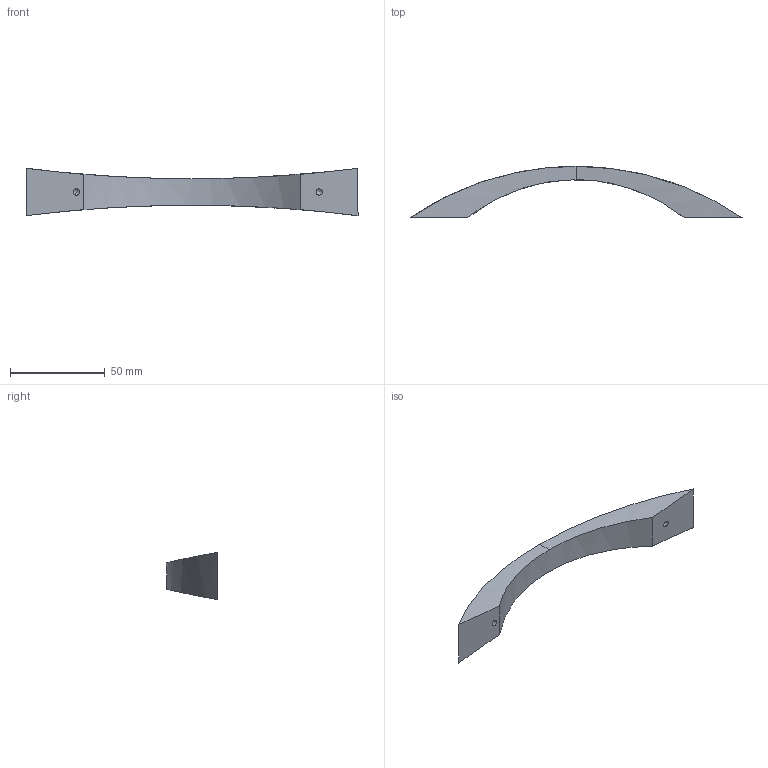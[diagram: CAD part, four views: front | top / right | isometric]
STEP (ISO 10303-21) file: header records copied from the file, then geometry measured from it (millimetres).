
FILE_DESCRIPTION (( 'STEP AP214' ), '1' );
FILE_NAME ('F004970,F004971_3D.step', '2022-08-15T13:40:43', ( '' ), ( '' ), 'SwSTEP 2.0', 'SolidWorks 2020', '' );
FILE_SCHEMA (( 'AUTOMOTIVE_DESIGN' ));
Length unit declared in the file: millimetre
Products named in the file (1): F004970,F004971_3D
Bounding box: 175 x 27 x 25 mm (x, y, z)
Volume: 28666.4 mm3; surface area: 10085.9 mm2
Topology: 1 solids, 1 shells, 15 faces, 35 edges, 20 vertices
Faces by surface type: cylinder 9, cone 4, plane 2
Entity records: 577 total; most frequent: CARTESIAN_POINT 177, DIRECTION 69, ORIENTED_EDGE 62, EDGE_CURVE 31, AXIS2_PLACEMENT_3D 28, VERTEX_POINT 20, EDGE_LOOP 17, FACE_OUTER_BOUND 15
